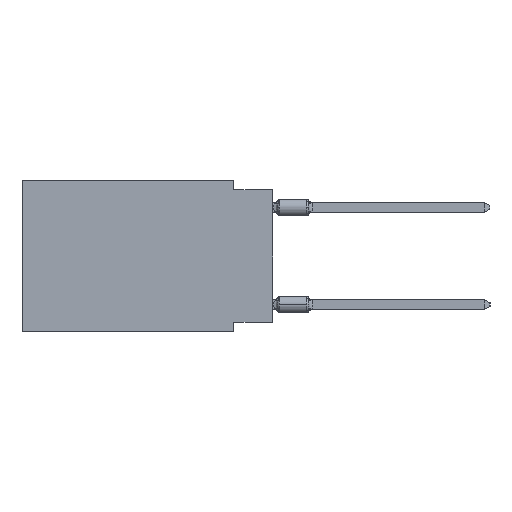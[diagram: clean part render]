
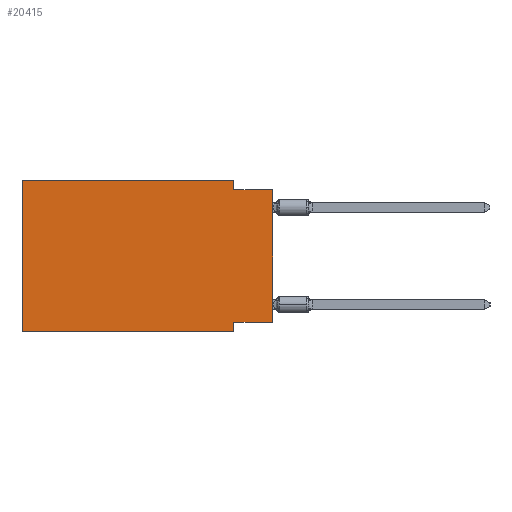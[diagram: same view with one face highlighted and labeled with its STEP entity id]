
A CAD part, left-side view. The second image highlights one B-rep face of the part: STEP entity #20415.
In plain terms, the highlighted planar face has unit normal (-1, 0, 0).
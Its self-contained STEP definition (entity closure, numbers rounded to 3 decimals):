
#83 = CARTESIAN_POINT ( 'NONE',  ( 0., 16.383, 0. ) ) ;
#195 = VECTOR ( 'NONE', #10138, 1000. ) ;
#440 = PLANE ( 'NONE',  #15286 ) ;
#2248 = CARTESIAN_POINT ( 'NONE',  ( 0., 2.54, 0. ) ) ;
#3024 = VERTEX_POINT ( 'NONE', #11552 ) ;
#4126 = ORIENTED_EDGE ( 'NONE', *, *, #33928, .F. ) ;
#4278 = DIRECTION ( 'NONE',  ( 0., 0., 1. ) ) ;
#4825 = EDGE_CURVE ( 'NONE', #17128, #37330, #22085, .T. ) ;
#5009 = EDGE_CURVE ( 'NONE', #43874, #34162, #44087, .T. ) ;
#6842 = CARTESIAN_POINT ( 'NONE',  ( 0., 16.383, 0. ) ) ;
#7270 = VERTEX_POINT ( 'NONE', #8427 ) ;
#7745 = VECTOR ( 'NONE', #33586, 1000. ) ;
#7997 = EDGE_CURVE ( 'NONE', #3024, #41829, #41488, .T. ) ;
#8427 = CARTESIAN_POINT ( 'NONE',  ( 0., 0., -0.635 ) ) ;
#9686 = LINE ( 'NONE', #20241, #195 ) ;
#10138 = DIRECTION ( 'NONE',  ( 0., -1., 0. ) ) ;
#10257 = DIRECTION ( 'NONE',  ( 0., 0., -1. ) ) ;
#11552 = CARTESIAN_POINT ( 'NONE',  ( 0., 16.383, -9.906 ) ) ;
#11767 = DIRECTION ( 'NONE',  ( 0., 1., 0. ) ) ;
#12465 = CARTESIAN_POINT ( 'NONE',  ( 0., 0., -0.635 ) ) ;
#12819 = VECTOR ( 'NONE', #11767, 1000. ) ;
#14323 = EDGE_LOOP ( 'NONE', ( #37889, #17198, #28306, #4126, #28172, #30011, #14738, #31144 ) ) ;
#14413 = DIRECTION ( 'NONE',  ( 1., 0., 0. ) ) ;
#14738 = ORIENTED_EDGE ( 'NONE', *, *, #34199, .F. ) ;
#14746 = CARTESIAN_POINT ( 'NONE',  ( 0., 2.54, 0. ) ) ;
#15177 = CARTESIAN_POINT ( 'NONE',  ( 0., 16.383, 0. ) ) ;
#15286 = AXIS2_PLACEMENT_3D ( 'NONE', #6842, #14413, #10257 ) ;
#17128 = VERTEX_POINT ( 'NONE', #17871 ) ;
#17198 = ORIENTED_EDGE ( 'NONE', *, *, #41290, .F. ) ;
#17630 = CARTESIAN_POINT ( 'NONE',  ( 0., 2.54, -9.906 ) ) ;
#17871 = CARTESIAN_POINT ( 'NONE',  ( 0., 0., -9.271 ) ) ;
#17873 = DIRECTION ( 'NONE',  ( 0., 0., -1. ) ) ;
#18305 = CARTESIAN_POINT ( 'NONE',  ( 0., 2.54, -0.635 ) ) ;
#20241 = CARTESIAN_POINT ( 'NONE',  ( 0., 16.383, -9.906 ) ) ;
#20415 = ADVANCED_FACE ( 'NONE', ( #31324 ), #440, .F. ) ;
#22085 = LINE ( 'NONE', #40112, #12819 ) ;
#22102 = VECTOR ( 'NONE', #23932, 1000. ) ;
#22262 = DIRECTION ( 'NONE',  ( 0., -1., 0. ) ) ;
#23646 = VECTOR ( 'NONE', #4278, 1000. ) ;
#23932 = DIRECTION ( 'NONE',  ( 0., 0., 1. ) ) ;
#25647 = EDGE_CURVE ( 'NONE', #17128, #7270, #39256, .T. ) ;
#28172 = ORIENTED_EDGE ( 'NONE', *, *, #7997, .F. ) ;
#28187 = LINE ( 'NONE', #17630, #38197 ) ;
#28306 = ORIENTED_EDGE ( 'NONE', *, *, #5009, .F. ) ;
#28735 = VECTOR ( 'NONE', #22262, 1000. ) ;
#29412 = LINE ( 'NONE', #12465, #44324 ) ;
#30011 = ORIENTED_EDGE ( 'NONE', *, *, #33643, .T. ) ;
#31144 = ORIENTED_EDGE ( 'NONE', *, *, #4825, .F. ) ;
#31324 = FACE_OUTER_BOUND ( 'NONE', #14323, .T. ) ;
#33586 = DIRECTION ( 'NONE',  ( 0., 0., -1. ) ) ;
#33643 = EDGE_CURVE ( 'NONE', #3024, #39996, #9686, .T. ) ;
#33928 = EDGE_CURVE ( 'NONE', #41829, #43874, #36616, .T. ) ;
#34162 = VERTEX_POINT ( 'NONE', #18305 ) ;
#34199 = EDGE_CURVE ( 'NONE', #37330, #39996, #28187, .T. ) ;
#35381 = CARTESIAN_POINT ( 'NONE',  ( 0., 0., 0. ) ) ;
#36616 = LINE ( 'NONE', #15177, #28735 ) ;
#37330 = VERTEX_POINT ( 'NONE', #39218 ) ;
#37723 = CARTESIAN_POINT ( 'NONE',  ( 0., 16.383, 0. ) ) ;
#37889 = ORIENTED_EDGE ( 'NONE', *, *, #25647, .T. ) ;
#38197 = VECTOR ( 'NONE', #17873, 1000. ) ;
#39218 = CARTESIAN_POINT ( 'NONE',  ( 0., 2.54, -9.271 ) ) ;
#39256 = LINE ( 'NONE', #35381, #23646 ) ;
#39276 = CARTESIAN_POINT ( 'NONE',  ( 0., 2.54, -9.906 ) ) ;
#39996 = VERTEX_POINT ( 'NONE', #39276 ) ;
#40112 = CARTESIAN_POINT ( 'NONE',  ( 0., 0., -9.271 ) ) ;
#41290 = EDGE_CURVE ( 'NONE', #34162, #7270, #29412, .T. ) ;
#41488 = LINE ( 'NONE', #83, #22102 ) ;
#41829 = VERTEX_POINT ( 'NONE', #37723 ) ;
#43326 = DIRECTION ( 'NONE',  ( 0., -1., 0. ) ) ;
#43874 = VERTEX_POINT ( 'NONE', #14746 ) ;
#44087 = LINE ( 'NONE', #2248, #7745 ) ;
#44324 = VECTOR ( 'NONE', #43326, 1000. ) ;
